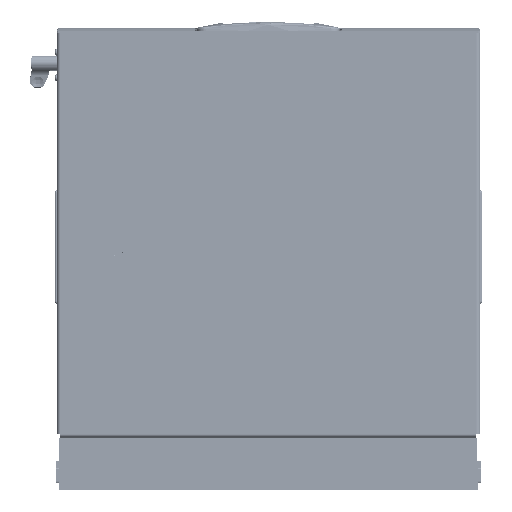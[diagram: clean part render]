
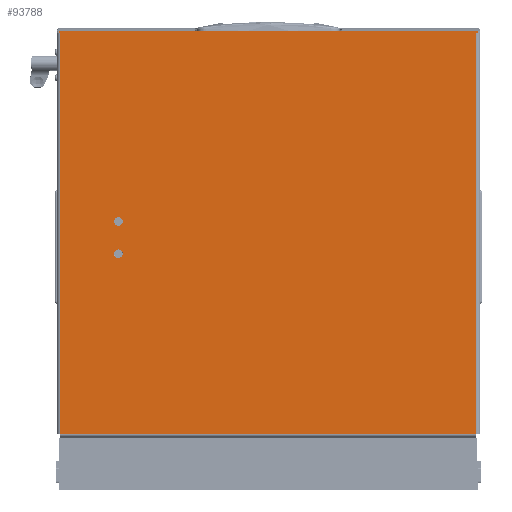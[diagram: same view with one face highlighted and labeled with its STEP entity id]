
A CAD part, front view. The second image highlights one B-rep face of the part: STEP entity #93788.
In plain terms, the highlighted face is planar.
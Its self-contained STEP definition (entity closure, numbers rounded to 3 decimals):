
#1246 = DIRECTION ( 'NONE',  ( 0., 1., 0. ) ) ;
#6674 = DIRECTION ( 'NONE',  ( 0., 0., -1. ) ) ;
#6807 = CARTESIAN_POINT ( 'NONE',  ( 240., 389., 0. ) ) ;
#6967 = CIRCLE ( 'NONE', #69835, 4.7 ) ;
#7661 = DIRECTION ( 'NONE',  ( 0., 0., -1. ) ) ;
#9332 = DIRECTION ( 'NONE',  ( 0., 0., -1. ) ) ;
#9712 = DIRECTION ( 'NONE',  ( -1., 0., 0. ) ) ;
#11490 = LINE ( 'NONE', #39244, #51008 ) ;
#11573 = PLANE ( 'NONE',  #98933 ) ;
#13064 = VERTEX_POINT ( 'NONE', #79827 ) ;
#14703 = EDGE_CURVE ( 'NONE', #17986, #100446, #11490, .T. ) ;
#15258 = EDGE_LOOP ( 'NONE', ( #115129, #87347 ) ) ;
#15476 = EDGE_CURVE ( 'NONE', #13064, #128178, #48804, .T. ) ;
#17272 = LINE ( 'NONE', #110121, #94630 ) ;
#17651 = ORIENTED_EDGE ( 'NONE', *, *, #52114, .T. ) ;
#17986 = VERTEX_POINT ( 'NONE', #112588 ) ;
#19668 = ORIENTED_EDGE ( 'NONE', *, *, #40519, .F. ) ;
#20066 = DIRECTION ( 'NONE',  ( 1., 0., 0. ) ) ;
#20841 = CARTESIAN_POINT ( 'NONE',  ( 0., 452., 0. ) ) ;
#25928 = VECTOR ( 'NONE', #30732, 1000. ) ;
#26055 = CARTESIAN_POINT ( 'NONE',  ( -2., 454., 0. ) ) ;
#26650 = DIRECTION ( 'NONE',  ( -1., 0., 0. ) ) ;
#27845 = ORIENTED_EDGE ( 'NONE', *, *, #14703, .T. ) ;
#28355 = CIRCLE ( 'NONE', #75434, 4.7 ) ;
#28912 = ORIENTED_EDGE ( 'NONE', *, *, #80523, .F. ) ;
#30732 = DIRECTION ( 'NONE',  ( 0., 1., 0. ) ) ;
#32923 = VERTEX_POINT ( 'NONE', #39766 ) ;
#33326 = VERTEX_POINT ( 'NONE', #128343 ) ;
#35198 = CARTESIAN_POINT ( 'NONE',  ( 0., 0., 0. ) ) ;
#35423 = AXIS2_PLACEMENT_3D ( 'NONE', #109513, #9332, #38907 ) ;
#35670 = EDGE_CURVE ( 'NONE', #94592, #53023, #28355, .T. ) ;
#36006 = VERTEX_POINT ( 'NONE', #26055 ) ;
#37549 = DIRECTION ( 'NONE',  ( -1., 0., 0. ) ) ;
#38396 = DIRECTION ( 'NONE',  ( -1., 0., 0. ) ) ;
#38907 = DIRECTION ( 'NONE',  ( -1., 0., 0. ) ) ;
#39244 = CARTESIAN_POINT ( 'NONE',  ( 0., -2., 0. ) ) ;
#39766 = CARTESIAN_POINT ( 'NONE',  ( 0., 452., 0. ) ) ;
#40519 = EDGE_CURVE ( 'NONE', #98542, #128178, #76439, .T. ) ;
#40651 = VECTOR ( 'NONE', #1246, 1000. ) ;
#40754 = DIRECTION ( 'NONE',  ( 1., 0., 0. ) ) ;
#43966 = FACE_BOUND ( 'NONE', #15258, .T. ) ;
#45047 = DIRECTION ( 'NONE',  ( 0., -1., 0. ) ) ;
#45623 = FACE_OUTER_BOUND ( 'NONE', #127188, .T. ) ;
#45634 = CARTESIAN_POINT ( 'NONE',  ( 436., 0., 0. ) ) ;
#48804 = LINE ( 'NONE', #126631, #80310 ) ;
#48945 = ORIENTED_EDGE ( 'NONE', *, *, #84780, .T. ) ;
#49590 = VECTOR ( 'NONE', #20066, 1000. ) ;
#51008 = VECTOR ( 'NONE', #38396, 1000. ) ;
#51369 = CARTESIAN_POINT ( 'NONE',  ( 0., 454., 0. ) ) ;
#52114 = EDGE_CURVE ( 'NONE', #100446, #36006, #67006, .T. ) ;
#53023 = VERTEX_POINT ( 'NONE', #95002 ) ;
#59509 = CARTESIAN_POINT ( 'NONE',  ( -2., -4., 0. ) ) ;
#60190 = VECTOR ( 'NONE', #9712, 1000. ) ;
#64091 = ORIENTED_EDGE ( 'NONE', *, *, #109613, .F. ) ;
#64341 = LINE ( 'NONE', #123436, #40651 ) ;
#65614 = ORIENTED_EDGE ( 'NONE', *, *, #99001, .F. ) ;
#67006 = LINE ( 'NONE', #59509, #25928 ) ;
#68546 = VERTEX_POINT ( 'NONE', #109241 ) ;
#69835 = AXIS2_PLACEMENT_3D ( 'NONE', #127993, #6674, #37549 ) ;
#75434 = AXIS2_PLACEMENT_3D ( 'NONE', #6807, #7661, #26650 ) ;
#76439 = LINE ( 'NONE', #130735, #49590 ) ;
#79827 = CARTESIAN_POINT ( 'NONE',  ( 436., 452., 0. ) ) ;
#80310 = VECTOR ( 'NONE', #45047, 1000. ) ;
#80523 = EDGE_CURVE ( 'NONE', #17986, #98542, #17272, .T. ) ;
#84780 = EDGE_CURVE ( 'NONE', #36006, #101905, #87121, .T. ) ;
#87121 = LINE ( 'NONE', #51369, #113979 ) ;
#87347 = ORIENTED_EDGE ( 'NONE', *, *, #111820, .F. ) ;
#88749 = CARTESIAN_POINT ( 'NONE',  ( 0., 452., 0. ) ) ;
#91048 = DIRECTION ( 'NONE',  ( -1., 0., 0. ) ) ;
#93788 = ADVANCED_FACE ( 'NONE', ( #105725, #43966, #45623 ), #11573, .T. ) ;
#94592 = VERTEX_POINT ( 'NONE', #116722 ) ;
#94630 = VECTOR ( 'NONE', #129498, 1000. ) ;
#95002 = CARTESIAN_POINT ( 'NONE',  ( 244.7, 389., 0. ) ) ;
#96083 = CARTESIAN_POINT ( 'NONE',  ( 240., 389., 0. ) ) ;
#98542 = VERTEX_POINT ( 'NONE', #35198 ) ;
#98933 = AXIS2_PLACEMENT_3D ( 'NONE', #20841, #102030, #91048 ) ;
#99001 = EDGE_CURVE ( 'NONE', #33326, #68546, #6967, .T. ) ;
#100446 = VERTEX_POINT ( 'NONE', #102369 ) ;
#101905 = VERTEX_POINT ( 'NONE', #107348 ) ;
#102030 = DIRECTION ( 'NONE',  ( 0., 0., -1. ) ) ;
#102369 = CARTESIAN_POINT ( 'NONE',  ( -2., -2., 0. ) ) ;
#105725 = FACE_BOUND ( 'NONE', #127520, .T. ) ;
#107348 = CARTESIAN_POINT ( 'NONE',  ( 0., 454., 0. ) ) ;
#109241 = CARTESIAN_POINT ( 'NONE',  ( 209.7, 389., 0. ) ) ;
#109513 = CARTESIAN_POINT ( 'NONE',  ( 205., 389., 0. ) ) ;
#109613 = EDGE_CURVE ( 'NONE', #68546, #33326, #110896, .T. ) ;
#110121 = CARTESIAN_POINT ( 'NONE',  ( 0., -4., 0. ) ) ;
#110896 = CIRCLE ( 'NONE', #35423, 4.7 ) ;
#111200 = EDGE_CURVE ( 'NONE', #13064, #32923, #113824, .T. ) ;
#111820 = EDGE_CURVE ( 'NONE', #53023, #94592, #126303, .T. ) ;
#112588 = CARTESIAN_POINT ( 'NONE',  ( 0., -2., 0. ) ) ;
#113824 = LINE ( 'NONE', #88749, #60190 ) ;
#113979 = VECTOR ( 'NONE', #40754, 1000. ) ;
#115129 = ORIENTED_EDGE ( 'NONE', *, *, #35670, .F. ) ;
#116722 = CARTESIAN_POINT ( 'NONE',  ( 235.3, 389., 0. ) ) ;
#117244 = DIRECTION ( 'NONE',  ( 0., 0., -1. ) ) ;
#119657 = ORIENTED_EDGE ( 'NONE', *, *, #125558, .F. ) ;
#120456 = ORIENTED_EDGE ( 'NONE', *, *, #15476, .T. ) ;
#121066 = AXIS2_PLACEMENT_3D ( 'NONE', #96083, #117244, #126912 ) ;
#122840 = ORIENTED_EDGE ( 'NONE', *, *, #111200, .F. ) ;
#123436 = CARTESIAN_POINT ( 'NONE',  ( 0., -4., 0. ) ) ;
#125558 = EDGE_CURVE ( 'NONE', #32923, #101905, #64341, .T. ) ;
#126303 = CIRCLE ( 'NONE', #121066, 4.7 ) ;
#126631 = CARTESIAN_POINT ( 'NONE',  ( 436., 452., 0. ) ) ;
#126912 = DIRECTION ( 'NONE',  ( -1., 0., 0. ) ) ;
#127188 = EDGE_LOOP ( 'NONE', ( #28912, #27845, #17651, #48945, #119657, #122840, #120456, #19668 ) ) ;
#127520 = EDGE_LOOP ( 'NONE', ( #65614, #64091 ) ) ;
#127993 = CARTESIAN_POINT ( 'NONE',  ( 205., 389., 0. ) ) ;
#128178 = VERTEX_POINT ( 'NONE', #45634 ) ;
#128343 = CARTESIAN_POINT ( 'NONE',  ( 200.3, 389., 0. ) ) ;
#129498 = DIRECTION ( 'NONE',  ( 0., 1., 0. ) ) ;
#130735 = CARTESIAN_POINT ( 'NONE',  ( 0., 0., 0. ) ) ;
